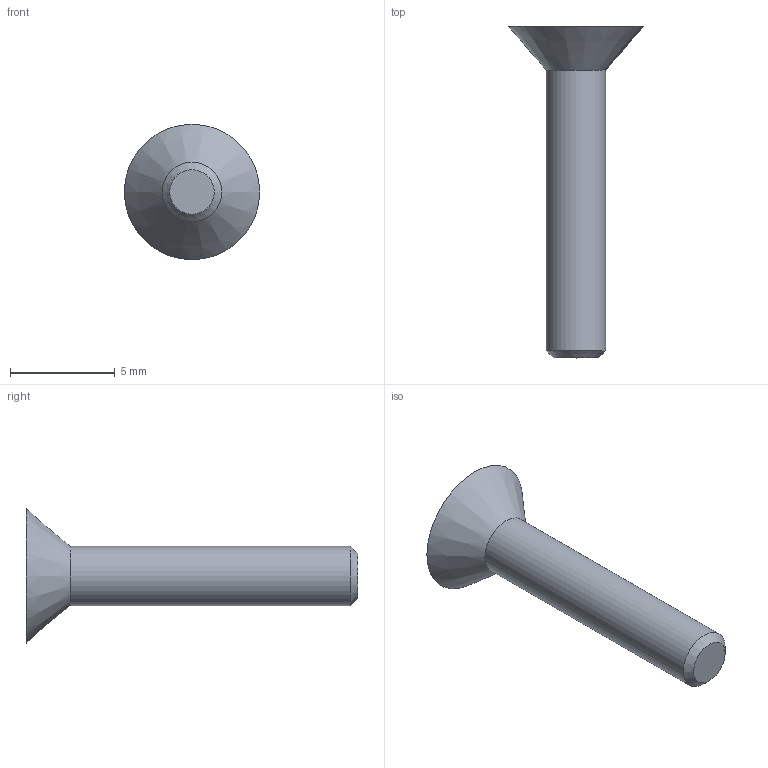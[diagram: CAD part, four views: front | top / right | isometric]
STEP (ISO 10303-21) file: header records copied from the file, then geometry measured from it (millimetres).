
FILE_DESCRIPTION((''),'2;1');
FILE_NAME('PFHMS 100 4-40X5_8.stp','2012-07-02T14:20:28',('stlaus'),(''),'Autodesk Inventor 2011','Autodesk Inventor 2011','');
FILE_SCHEMA(('AUTOMOTIVE_DESIGN { 1 0 10303 214 1 1 1 1 }'));
Length unit declared in the file: inch
Products named in the file (2): Assembly4; SCRW FHMS 100deg, 4-40 UNCX0.625
Assembly tree (1 placements, depth 2):
  Assembly4
    SCRW FHMS 100deg, 4-40 UNCX0.625
Bounding box: 6.48 x 15.88 x 6.48 mm (x, y, z)
Volume: 116.4 mm3; surface area: 217.7 mm2
Topology: 1 solids, 1 shells, 29 faces, 51 edges, 25 vertices
Faces by surface type: plane 26, cone 2, cylinder 1
Full cylindrical faces by diameter (mm): 2.845 x1
Entity records: 730 total; most frequent: DIRECTION 116, CARTESIAN_POINT 105, ORIENTED_EDGE 96, EDGE_CURVE 48, VECTOR 44, LINE 44, AXIS2_PLACEMENT_3D 36, EDGE_LOOP 33
